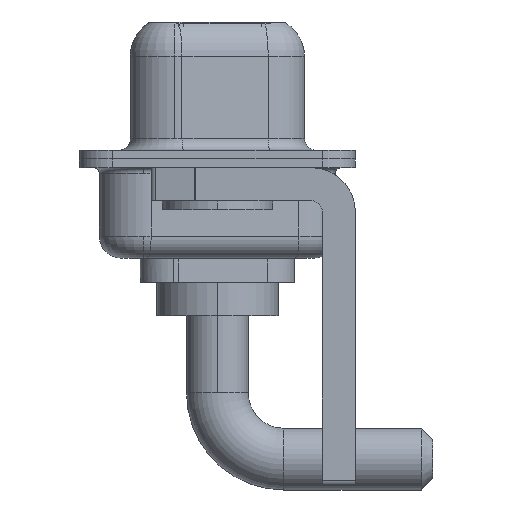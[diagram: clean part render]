
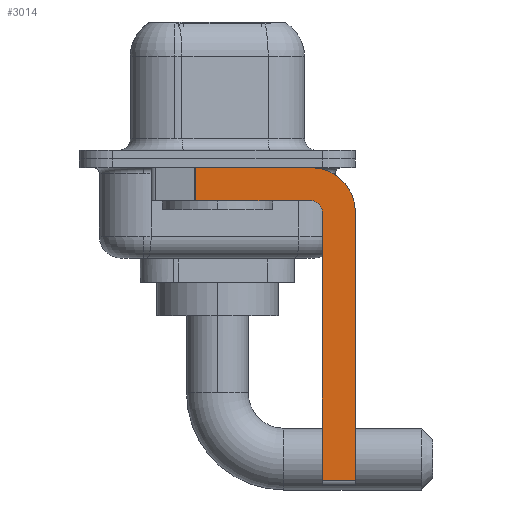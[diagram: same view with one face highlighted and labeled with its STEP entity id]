
A CAD part, left-side view. The second image highlights one B-rep face of the part: STEP entity #3014.
In plain terms, the highlighted planar face has unit normal (-1, 0, 0).
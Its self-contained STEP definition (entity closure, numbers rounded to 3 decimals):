
#6 = CARTESIAN_POINT ( 'NONE',  ( -2.9, 0.978, -1.9 ) ) ;
#49 = DIRECTION ( 'NONE',  ( 0., 0., -1. ) ) ;
#93 = CARTESIAN_POINT ( 'NONE',  ( -2.9, 0.978, -0.4 ) ) ;
#117 = CARTESIAN_POINT ( 'NONE',  ( -2.9, -4.25, -2.4 ) ) ;
#138 = DIRECTION ( 'NONE',  ( 0., 0., -1. ) ) ;
#1392 = DIRECTION ( 'NONE',  ( 0., 0., 1. ) ) ;
#2140 = CARTESIAN_POINT ( 'NONE',  ( -2.9, -4.25, -0.4 ) ) ;
#2168 = PLANE ( 'NONE',  #13327 ) ;
#2376 = DIRECTION ( 'NONE',  ( 1., 0., 0. ) ) ;
#2433 = VERTEX_POINT ( 'NONE', #11499 ) ;
#2438 = VECTOR ( 'NONE', #1392, 1000. ) ;
#2460 = LINE ( 'NONE', #10487, #9944 ) ;
#2701 = VECTOR ( 'NONE', #11066, 1000. ) ;
#2860 = EDGE_CURVE ( 'NONE', #6579, #2433, #8060, .T. ) ;
#2932 = DIRECTION ( 'NONE',  ( 0., 1., 0. ) ) ;
#2939 = ORIENTED_EDGE ( 'NONE', *, *, #3271, .F. ) ;
#3014 = ADVANCED_FACE ( 'NONE', ( #5443 ), #2168, .F. ) ;
#3271 = EDGE_CURVE ( 'NONE', #9656, #6579, #5520, .T. ) ;
#3329 = ORIENTED_EDGE ( 'NONE', *, *, #2860, .F. ) ;
#3366 = LINE ( 'NONE', #7823, #2438 ) ;
#3791 = LINE ( 'NONE', #5973, #6917 ) ;
#4051 = LINE ( 'NONE', #6, #7693 ) ;
#4086 = EDGE_CURVE ( 'NONE', #7297, #13504, #9477, .T. ) ;
#4611 = VECTOR ( 'NONE', #2932, 1000. ) ;
#4783 = VERTEX_POINT ( 'NONE', #7531 ) ;
#4898 = CARTESIAN_POINT ( 'NONE',  ( -2.9, -4.25, -2.4 ) ) ;
#5443 = FACE_OUTER_BOUND ( 'NONE', #8415, .T. ) ;
#5520 = CIRCLE ( 'NONE', #12943, 0.5 ) ;
#5538 = AXIS2_PLACEMENT_3D ( 'NONE', #4898, #13030, #8884 ) ;
#5633 = ORIENTED_EDGE ( 'NONE', *, *, #6096, .F. ) ;
#5973 = CARTESIAN_POINT ( 'NONE',  ( -2.9, -4.25, -14.55 ) ) ;
#6096 = EDGE_CURVE ( 'NONE', #4783, #9656, #3366, .T. ) ;
#6130 = CARTESIAN_POINT ( 'NONE',  ( -2.9, -4.25, -2.4 ) ) ;
#6271 = ORIENTED_EDGE ( 'NONE', *, *, #4086, .F. ) ;
#6450 = EDGE_CURVE ( 'NONE', #12282, #2433, #4051, .T. ) ;
#6579 = VERTEX_POINT ( 'NONE', #11696 ) ;
#6769 = CARTESIAN_POINT ( 'NONE',  ( -2.9, 3., -0.4 ) ) ;
#6917 = VECTOR ( 'NONE', #11305, 1000. ) ;
#6988 = ORIENTED_EDGE ( 'NONE', *, *, #12781, .F. ) ;
#7025 = DIRECTION ( 'NONE',  ( 0., 0., 1. ) ) ;
#7073 = ORIENTED_EDGE ( 'NONE', *, *, #9975, .F. ) ;
#7103 = DIRECTION ( 'NONE',  ( -1., 0., 0. ) ) ;
#7260 = CARTESIAN_POINT ( 'NONE',  ( -2.9, -4.75, -2.4 ) ) ;
#7282 = ORIENTED_EDGE ( 'NONE', *, *, #12580, .T. ) ;
#7297 = VERTEX_POINT ( 'NONE', #2140 ) ;
#7531 = CARTESIAN_POINT ( 'NONE',  ( -2.9, -4.75, -14.55 ) ) ;
#7693 = VECTOR ( 'NONE', #138, 1000. ) ;
#7730 = DIRECTION ( 'NONE',  ( 0., 0., -1. ) ) ;
#7823 = CARTESIAN_POINT ( 'NONE',  ( -2.9, -4.75, -14.8 ) ) ;
#8060 = LINE ( 'NONE', #8132, #4611 ) ;
#8132 = CARTESIAN_POINT ( 'NONE',  ( -2.9, -4.25, -1.9 ) ) ;
#8415 = EDGE_LOOP ( 'NONE', ( #7073, #13456, #3329, #2939, #5633, #7282, #6988, #6271 ) ) ;
#8749 = LINE ( 'NONE', #6769, #2701 ) ;
#8884 = DIRECTION ( 'NONE',  ( 0., 0., -1. ) ) ;
#9477 = CIRCLE ( 'NONE', #5538, 2. ) ;
#9656 = VERTEX_POINT ( 'NONE', #7260 ) ;
#9944 = VECTOR ( 'NONE', #7730, 1000. ) ;
#9975 = EDGE_CURVE ( 'NONE', #12282, #7297, #8749, .T. ) ;
#10301 = CARTESIAN_POINT ( 'NONE',  ( -2.9, -6.25, -2.4 ) ) ;
#10487 = CARTESIAN_POINT ( 'NONE',  ( -2.9, -6.25, -2.4 ) ) ;
#11066 = DIRECTION ( 'NONE',  ( 0., -1., 0. ) ) ;
#11305 = DIRECTION ( 'NONE',  ( 0., -1., 0. ) ) ;
#11499 = CARTESIAN_POINT ( 'NONE',  ( -2.9, 0.978, -1.9 ) ) ;
#11696 = CARTESIAN_POINT ( 'NONE',  ( -2.9, -4.25, -1.9 ) ) ;
#12282 = VERTEX_POINT ( 'NONE', #93 ) ;
#12446 = CARTESIAN_POINT ( 'NONE',  ( -2.9, -6.25, -14.55 ) ) ;
#12580 = EDGE_CURVE ( 'NONE', #4783, #12804, #3791, .T. ) ;
#12781 = EDGE_CURVE ( 'NONE', #13504, #12804, #2460, .T. ) ;
#12804 = VERTEX_POINT ( 'NONE', #12446 ) ;
#12943 = AXIS2_PLACEMENT_3D ( 'NONE', #6130, #7103, #7025 ) ;
#13030 = DIRECTION ( 'NONE',  ( 1., 0., 0. ) ) ;
#13327 = AXIS2_PLACEMENT_3D ( 'NONE', #117, #2376, #49 ) ;
#13456 = ORIENTED_EDGE ( 'NONE', *, *, #6450, .T. ) ;
#13504 = VERTEX_POINT ( 'NONE', #10301 ) ;
